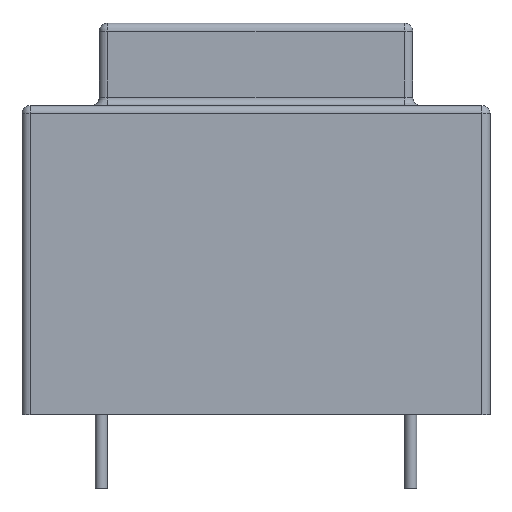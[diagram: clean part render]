
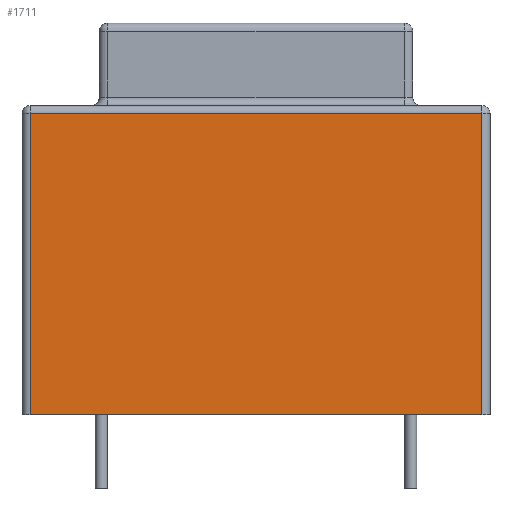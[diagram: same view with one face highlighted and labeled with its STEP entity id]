
A CAD part, front view. The second image highlights one B-rep face of the part: STEP entity #1711.
In plain terms, the highlighted planar face has unit normal (0, -1, 0).
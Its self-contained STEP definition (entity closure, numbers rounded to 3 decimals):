
#1359=CARTESIAN_POINT('',(10.95,-11.0,14.6));
#1360=VERTEX_POINT('',#1359);
#1416=CARTESIAN_POINT('',(-10.95,-11.0,14.6));
#1417=VERTEX_POINT('',#1416);
#1468=CARTESIAN_POINT('',(-10.95,-11.0,0.0));
#1469=VERTEX_POINT('',#1468);
#1477=CARTESIAN_POINT('',(-10.95,-11.0,0.0));
#1478=DIRECTION('',(0.0,0.0,1.0));
#1479=VECTOR('',#1478,14.6);
#1480=LINE('',#1477,#1479);
#1481=EDGE_CURVE('',#1469,#1417,#1480,.T.);
#1499=CARTESIAN_POINT('',(-10.95,-11.0,14.6));
#1500=DIRECTION('',(1.0,0.0,0.0));
#1501=VECTOR('',#1500,21.9);
#1502=LINE('',#1499,#1501);
#1503=EDGE_CURVE('',#1417,#1360,#1502,.T.);
#1564=CARTESIAN_POINT('',(10.95,-11.0,0.0));
#1565=VERTEX_POINT('',#1564);
#1582=CARTESIAN_POINT('',(10.95,-11.0,14.6));
#1583=DIRECTION('',(0.0,0.0,-1.0));
#1584=VECTOR('',#1583,14.6);
#1585=LINE('',#1582,#1584);
#1586=EDGE_CURVE('',#1360,#1565,#1585,.T.);
#1684=CARTESIAN_POINT('',(-10.95,-11.0,0.0));
#1685=DIRECTION('',(1.0,0.0,0.0));
#1686=VECTOR('',#1685,21.9);
#1687=LINE('',#1684,#1686);
#1688=EDGE_CURVE('',#1469,#1565,#1687,.T.);
#1700=CARTESIAN_POINT('',(11.35,-11.0,0.0));
#1701=DIRECTION('',(0.0,-1.0,0.0));
#1702=DIRECTION('',(0.0,0.0,-1.0));
#1703=AXIS2_PLACEMENT_3D('',#1700,#1701,#1702);
#1704=PLANE('',#1703);
#1705=ORIENTED_EDGE('',*,*,#1481,.F.);
#1706=ORIENTED_EDGE('',*,*,#1688,.T.);
#1707=ORIENTED_EDGE('',*,*,#1586,.F.);
#1708=ORIENTED_EDGE('',*,*,#1503,.F.);
#1709=EDGE_LOOP('',(#1705,#1706,#1707,#1708));
#1710=FACE_OUTER_BOUND('',#1709,.T.);
#1711=ADVANCED_FACE('',(#1710),#1704,.T.);
